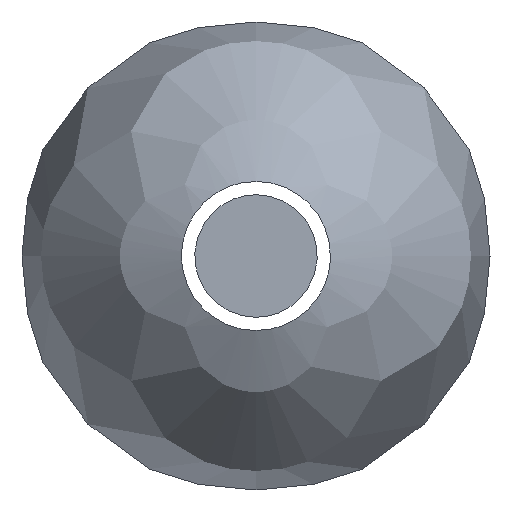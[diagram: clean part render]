
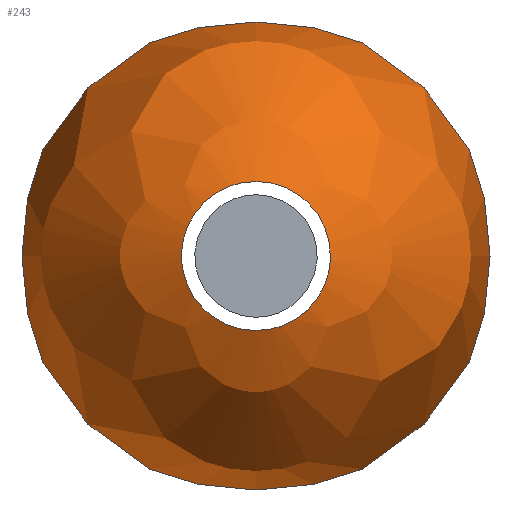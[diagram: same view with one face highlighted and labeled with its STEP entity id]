
A CAD part, left-side view. The second image highlights one B-rep face of the part: STEP entity #243.
In plain terms, the highlighted free-form (B-spline) face has degree [2, 2] with [6, 6] control points.
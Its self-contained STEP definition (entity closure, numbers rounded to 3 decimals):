
#23=CARTESIAN_POINT('',(-183.862,0.699,0.043));
#24=VERTEX_POINT('',#23);
#25=CARTESIAN_POINT('',(-183.862,0.0,-0.7));
#26=VERTEX_POINT('',#25);
#27=CARTESIAN_POINT('',(-183.862,0.699,0.043));
#28=CARTESIAN_POINT('',(-183.862,0.7,0.021));
#29=CARTESIAN_POINT('',(-183.862,0.7,0.0));
#30=CARTESIAN_POINT('',(-183.862,0.7,-0.7));
#31=CARTESIAN_POINT('',(-183.862,0.0,-0.7));
#39=(BOUNDED_CURVE()B_SPLINE_CURVE(2,(#27,#28,#29,#30,#31),.UNSPECIFIED.,.F.,.U.)B_SPLINE_CURVE_WITH_KNOTS((3,2,3),(0.239,0.25,0.5),.UNSPECIFIED.)CURVE()GEOMETRIC_REPRESENTATION_ITEM()RATIONAL_B_SPLINE_CURVE((0.976,0.988,1.0,0.707,1.0))REPRESENTATION_ITEM(''));
#40=EDGE_CURVE('',#24,#26,#39,.T.);
#42=CARTESIAN_POINT('',(-188.138,0.699,0.043));
#43=VERTEX_POINT('',#42);
#49=CARTESIAN_POINT('',(-188.138,0.0,-0.7));
#50=VERTEX_POINT('',#49);
#51=CARTESIAN_POINT('',(-188.138,0.699,0.043));
#52=CARTESIAN_POINT('',(-188.138,0.7,0.021));
#53=CARTESIAN_POINT('',(-188.138,0.7,0.0));
#54=CARTESIAN_POINT('',(-188.138,0.7,-0.7));
#55=CARTESIAN_POINT('',(-188.138,0.0,-0.7));
#63=(BOUNDED_CURVE()B_SPLINE_CURVE(2,(#51,#52,#53,#54,#55),.UNSPECIFIED.,.F.,.U.)B_SPLINE_CURVE_WITH_KNOTS((3,2,3),(0.239,0.25,0.5),.UNSPECIFIED.)CURVE()GEOMETRIC_REPRESENTATION_ITEM()RATIONAL_B_SPLINE_CURVE((0.976,0.988,1.0,0.707,1.0))REPRESENTATION_ITEM(''));
#64=EDGE_CURVE('',#43,#50,#63,.T.);
#66=CARTESIAN_POINT('',(-188.138,-0.699,-0.043));
#67=VERTEX_POINT('',#66);
#68=CARTESIAN_POINT('',(-188.138,0.0,-0.7));
#69=CARTESIAN_POINT('',(-188.138,-0.658,-0.7));
#70=CARTESIAN_POINT('',(-188.138,-0.699,-0.043));
#78=(BOUNDED_CURVE()B_SPLINE_CURVE(2,(#68,#69,#70),.UNSPECIFIED.,.F.,.U.)B_SPLINE_CURVE_WITH_KNOTS((3,3),(0.5,0.739),.UNSPECIFIED.)CURVE()GEOMETRIC_REPRESENTATION_ITEM()RATIONAL_B_SPLINE_CURVE((1.0,0.72,0.976))REPRESENTATION_ITEM(''));
#79=EDGE_CURVE('',#50,#67,#78,.T.);
#81=CARTESIAN_POINT('',(-183.862,-0.699,-0.043));
#82=VERTEX_POINT('',#81);
#88=CARTESIAN_POINT('',(-183.862,0.0,-0.7));
#89=CARTESIAN_POINT('',(-183.862,-0.658,-0.7));
#90=CARTESIAN_POINT('',(-183.862,-0.699,-0.043));
#98=(BOUNDED_CURVE()B_SPLINE_CURVE(2,(#88,#89,#90),.UNSPECIFIED.,.F.,.U.)B_SPLINE_CURVE_WITH_KNOTS((3,3),(0.5,0.739),.UNSPECIFIED.)CURVE()GEOMETRIC_REPRESENTATION_ITEM()RATIONAL_B_SPLINE_CURVE((1.0,0.72,0.976))REPRESENTATION_ITEM(''));
#99=EDGE_CURVE('',#26,#82,#98,.T.);
#122=CARTESIAN_POINT('',(-183.862,0.0,0.7));
#123=VERTEX_POINT('',#122);
#124=CARTESIAN_POINT('',(-183.862,0.0,0.7));
#125=CARTESIAN_POINT('',(-183.862,0.658,0.7));
#126=CARTESIAN_POINT('',(-183.862,0.699,0.043));
#134=(BOUNDED_CURVE()B_SPLINE_CURVE(2,(#124,#125,#126),.UNSPECIFIED.,.F.,.U.)B_SPLINE_CURVE_WITH_KNOTS((3,3),(0.0,0.239),.UNSPECIFIED.)CURVE()GEOMETRIC_REPRESENTATION_ITEM()RATIONAL_B_SPLINE_CURVE((1.0,0.72,0.976))REPRESENTATION_ITEM(''));
#135=EDGE_CURVE('',#123,#24,#134,.T.);
#137=CARTESIAN_POINT('',(-183.862,-0.699,-0.043));
#138=CARTESIAN_POINT('',(-183.862,-0.7,-0.021));
#139=CARTESIAN_POINT('',(-183.862,-0.7,0.0));
#140=CARTESIAN_POINT('',(-183.862,-0.7,0.7));
#141=CARTESIAN_POINT('',(-183.862,0.0,0.7));
#149=(BOUNDED_CURVE()B_SPLINE_CURVE(2,(#137,#138,#139,#140,#141),.UNSPECIFIED.,.F.,.U.)B_SPLINE_CURVE_WITH_KNOTS((3,2,3),(0.739,0.75,1.0),.UNSPECIFIED.)CURVE()GEOMETRIC_REPRESENTATION_ITEM()RATIONAL_B_SPLINE_CURVE((0.976,0.988,1.0,0.707,1.0))REPRESENTATION_ITEM(''));
#150=EDGE_CURVE('',#82,#123,#149,.T.);
#153=CARTESIAN_POINT('',(-188.138,0.0,0.7));
#154=VERTEX_POINT('',#153);
#155=CARTESIAN_POINT('',(-188.138,-0.699,-0.043));
#156=CARTESIAN_POINT('',(-188.138,-0.7,-0.021));
#157=CARTESIAN_POINT('',(-188.138,-0.7,0.0));
#158=CARTESIAN_POINT('',(-188.138,-0.7,0.7));
#159=CARTESIAN_POINT('',(-188.138,0.0,0.7));
#167=(BOUNDED_CURVE()B_SPLINE_CURVE(2,(#155,#156,#157,#158,#159),.UNSPECIFIED.,.F.,.U.)B_SPLINE_CURVE_WITH_KNOTS((3,2,3),(0.739,0.75,1.0),.UNSPECIFIED.)CURVE()GEOMETRIC_REPRESENTATION_ITEM()RATIONAL_B_SPLINE_CURVE((0.976,0.988,1.0,0.707,1.0))REPRESENTATION_ITEM(''));
#168=EDGE_CURVE('',#67,#154,#167,.T.);
#170=CARTESIAN_POINT('',(-188.138,0.0,0.7));
#171=CARTESIAN_POINT('',(-188.138,0.658,0.7));
#172=CARTESIAN_POINT('',(-188.138,0.699,0.043));
#180=(BOUNDED_CURVE()B_SPLINE_CURVE(2,(#170,#171,#172),.UNSPECIFIED.,.F.,.U.)B_SPLINE_CURVE_WITH_KNOTS((3,3),(0.0,0.239),.UNSPECIFIED.)CURVE()GEOMETRIC_REPRESENTATION_ITEM()RATIONAL_B_SPLINE_CURVE((1.0,0.72,0.976))REPRESENTATION_ITEM(''));
#181=EDGE_CURVE('',#154,#43,#180,.T.);
#187=CARTESIAN_POINT('',(-188.196,-0.346,-0.346));
#188=CARTESIAN_POINT('',(-188.179,-0.344,-0.459));
#189=CARTESIAN_POINT('',(-188.144,-0.171,-0.684));
#190=CARTESIAN_POINT('',(-188.144,0.171,-0.684));
#191=CARTESIAN_POINT('',(-188.179,0.344,-0.459));
#192=CARTESIAN_POINT('',(-188.196,0.346,-0.346));
#193=CARTESIAN_POINT('',(-188.179,-0.459,-0.344));
#194=CARTESIAN_POINT('',(-188.144,-0.513,-0.513));
#195=CARTESIAN_POINT('',(-188.042,-0.334,-1.002));
#196=CARTESIAN_POINT('',(-188.042,0.334,-1.002));
#197=CARTESIAN_POINT('',(-188.144,0.513,-0.513));
#198=CARTESIAN_POINT('',(-188.179,0.459,-0.344));
#199=CARTESIAN_POINT('',(-188.144,-0.684,-0.171));
#200=CARTESIAN_POINT('',(-188.042,-1.002,-0.334));
#201=CARTESIAN_POINT('',(-183.75,-7.231,-7.231));
#202=CARTESIAN_POINT('',(-183.75,7.231,-7.231));
#203=CARTESIAN_POINT('',(-188.042,1.002,-0.334));
#204=CARTESIAN_POINT('',(-188.144,0.684,-0.171));
#205=CARTESIAN_POINT('',(-188.144,-0.684,0.171));
#206=CARTESIAN_POINT('',(-188.042,-1.002,0.334));
#207=CARTESIAN_POINT('',(-183.75,-7.231,7.231));
#208=CARTESIAN_POINT('',(-183.75,7.231,7.231));
#209=CARTESIAN_POINT('',(-188.042,1.002,0.334));
#210=CARTESIAN_POINT('',(-188.144,0.684,0.171));
#211=CARTESIAN_POINT('',(-188.179,-0.459,0.344));
#212=CARTESIAN_POINT('',(-188.144,-0.513,0.513));
#213=CARTESIAN_POINT('',(-188.042,-0.334,1.002));
#214=CARTESIAN_POINT('',(-188.042,0.334,1.002));
#215=CARTESIAN_POINT('',(-188.144,0.513,0.513));
#216=CARTESIAN_POINT('',(-188.179,0.459,0.344));
#217=CARTESIAN_POINT('',(-188.196,-0.346,0.346));
#218=CARTESIAN_POINT('',(-188.179,-0.344,0.459));
#219=CARTESIAN_POINT('',(-188.144,-0.171,0.684));
#220=CARTESIAN_POINT('',(-188.144,0.171,0.684));
#221=CARTESIAN_POINT('',(-188.179,0.344,0.459));
#222=CARTESIAN_POINT('',(-188.196,0.346,0.346));
#230=(BOUNDED_SURFACE()B_SPLINE_SURFACE(2,2,((#187,#193,#199,#205,#211,#217),(#188,#194,#200,#206,#212,#218),(#189,#195,#201,#207,#213,#219),(#190,#196,#202,#208,#214,#220),(#191,#197,#203,#209,#215,#221),(#192,#198,#204,#210,#216,#222)),.UNSPECIFIED.,.F.,.F.,.U.)B_SPLINE_SURFACE_WITH_KNOTS((3,1,1,1,3),(3,1,1,1,3),(0.0,2.346,4.692,7.038,9.384),(0.0,2.346,4.692,7.038,9.384),.UNSPECIFIED.)GEOMETRIC_REPRESENTATION_ITEM()RATIONAL_B_SPLINE_SURFACE(((83.632,62.974,42.316,42.316,62.974,83.632),(62.974,42.316,21.658,21.658,42.316,62.974),(42.316,21.658,1.0,1.0,21.658,42.316),(42.316,21.658,1.0,1.0,21.658,42.316),(62.974,42.316,21.658,21.658,42.316,62.974),(83.632,62.974,42.316,42.316,62.974,83.632)))REPRESENTATION_ITEM('')SURFACE());
#231=ORIENTED_EDGE('',*,*,#79,.F.);
#232=ORIENTED_EDGE('',*,*,#64,.F.);
#233=ORIENTED_EDGE('',*,*,#181,.F.);
#234=ORIENTED_EDGE('',*,*,#168,.F.);
#235=EDGE_LOOP('',(#231,#232,#233,#234));
#236=FACE_OUTER_BOUND('',#235,.T.);
#237=ORIENTED_EDGE('',*,*,#99,.T.);
#238=ORIENTED_EDGE('',*,*,#150,.T.);
#239=ORIENTED_EDGE('',*,*,#135,.T.);
#240=ORIENTED_EDGE('',*,*,#40,.T.);
#241=EDGE_LOOP('',(#237,#238,#239,#240));
#242=FACE_BOUND('',#241,.T.);
#243=ADVANCED_FACE('',(#236,#242),#230,.T.);
